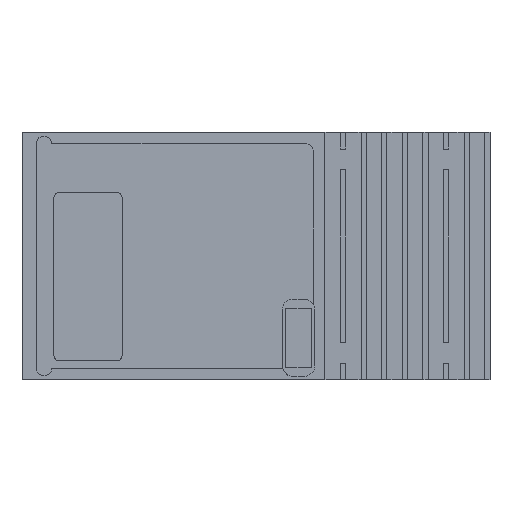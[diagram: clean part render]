
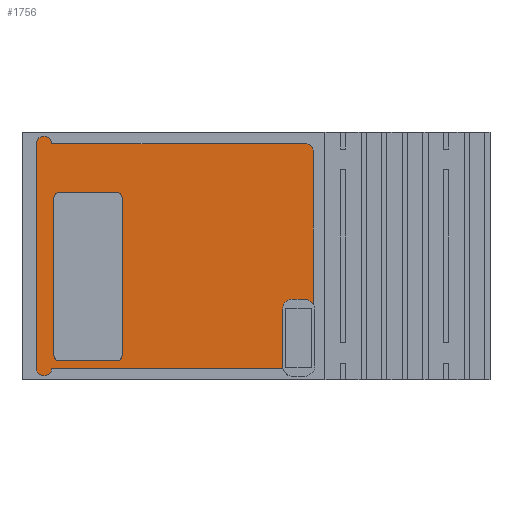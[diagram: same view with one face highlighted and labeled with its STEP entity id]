
A CAD part, top view. The second image highlights one B-rep face of the part: STEP entity #1756.
In plain terms, the highlighted planar face has unit normal (0, 0, 1).
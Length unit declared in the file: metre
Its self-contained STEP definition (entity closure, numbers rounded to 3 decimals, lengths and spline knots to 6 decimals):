
#15=FACE_BOUND('',#158,.T.);
#35=CIRCLE('',#1854,0.002);
#36=CIRCLE('',#1857,0.002);
#37=CIRCLE('',#1860,0.002);
#38=CIRCLE('',#1863,0.002);
#39=CIRCLE('',#1866,0.004);
#41=CIRCLE('',#1871,0.004);
#42=CIRCLE('',#1872,0.003);
#43=CIRCLE('',#1873,0.003);
#44=CIRCLE('',#1874,0.003);
#45=CIRCLE('',#1875,0.004);
#68=FACE_OUTER_BOUND('',#157,.T.);
#157=EDGE_LOOP('',(#1142,#1143,#1144,#1145,#1146,#1147,#1148,#1149,#1150,
#1151,#1152,#1153));
#158=EDGE_LOOP('',(#1154,#1155,#1156,#1157,#1158,#1159,#1160,#1161));
#249=LINE('',#2444,#469);
#252=LINE('',#2452,#472);
#255=LINE('',#2460,#475);
#257=LINE('',#2466,#477);
#260=LINE('',#2478,#480);
#265=LINE('',#2487,#485);
#266=LINE('',#2492,#486);
#267=LINE('',#2496,#487);
#268=LINE('',#2500,#488);
#269=LINE('',#2504,#489);
#469=VECTOR('',#1991,0.0613);
#472=VECTOR('',#2000,0.0224);
#475=VECTOR('',#2009,0.0613);
#477=VECTOR('',#2017,0.0224);
#480=VECTOR('',#2028,0.0219);
#485=VECTOR('',#2035,0.0045);
#486=VECTOR('',#2040,0.059314);
#487=VECTOR('',#2043,0.0985);
#488=VECTOR('',#2046,0.01);
#489=VECTOR('',#2049,0.089634);
#690=VERTEX_POINT('',#2436);
#691=VERTEX_POINT('',#2437);
#692=VERTEX_POINT('',#2442);
#693=VERTEX_POINT('',#2446);
#694=VERTEX_POINT('',#2450);
#695=VERTEX_POINT('',#2454);
#696=VERTEX_POINT('',#2458);
#697=VERTEX_POINT('',#2462);
#698=VERTEX_POINT('',#2468);
#699=VERTEX_POINT('',#2469);
#702=VERTEX_POINT('',#2477);
#705=VERTEX_POINT('',#2485);
#706=VERTEX_POINT('',#2489);
#707=VERTEX_POINT('',#2491);
#708=VERTEX_POINT('',#2493);
#709=VERTEX_POINT('',#2495);
#710=VERTEX_POINT('',#2497);
#711=VERTEX_POINT('',#2499);
#712=VERTEX_POINT('',#2501);
#713=VERTEX_POINT('',#2503);
#854=EDGE_CURVE('',#690,#691,#35,.T.);
#858=EDGE_CURVE('',#691,#692,#249,.T.);
#859=EDGE_CURVE('',#692,#693,#36,.T.);
#862=EDGE_CURVE('',#693,#694,#252,.T.);
#863=EDGE_CURVE('',#694,#695,#37,.T.);
#866=EDGE_CURVE('',#695,#696,#255,.F.);
#867=EDGE_CURVE('',#696,#697,#38,.T.);
#869=EDGE_CURVE('',#697,#690,#257,.F.);
#870=EDGE_CURVE('',#698,#699,#39,.T.);
#874=EDGE_CURVE('',#702,#698,#260,.T.);
#879=EDGE_CURVE('',#699,#705,#265,.T.);
#880=EDGE_CURVE('',#705,#706,#41,.T.);
#881=EDGE_CURVE('',#706,#707,#266,.T.);
#882=EDGE_CURVE('',#707,#708,#42,.F.);
#883=EDGE_CURVE('',#708,#709,#267,.F.);
#884=EDGE_CURVE('',#709,#710,#43,.T.);
#885=EDGE_CURVE('',#710,#711,#268,.F.);
#886=EDGE_CURVE('',#711,#712,#44,.T.);
#887=EDGE_CURVE('',#712,#713,#269,.T.);
#888=EDGE_CURVE('',#713,#702,#45,.T.);
#1142=ORIENTED_EDGE('',*,*,#880,.T.);
#1143=ORIENTED_EDGE('',*,*,#881,.T.);
#1144=ORIENTED_EDGE('',*,*,#882,.T.);
#1145=ORIENTED_EDGE('',*,*,#883,.T.);
#1146=ORIENTED_EDGE('',*,*,#884,.T.);
#1147=ORIENTED_EDGE('',*,*,#885,.T.);
#1148=ORIENTED_EDGE('',*,*,#886,.T.);
#1149=ORIENTED_EDGE('',*,*,#887,.T.);
#1150=ORIENTED_EDGE('',*,*,#888,.T.);
#1151=ORIENTED_EDGE('',*,*,#874,.T.);
#1152=ORIENTED_EDGE('',*,*,#870,.T.);
#1153=ORIENTED_EDGE('',*,*,#879,.T.);
#1154=ORIENTED_EDGE('',*,*,#867,.T.);
#1155=ORIENTED_EDGE('',*,*,#869,.T.);
#1156=ORIENTED_EDGE('',*,*,#854,.T.);
#1157=ORIENTED_EDGE('',*,*,#858,.T.);
#1158=ORIENTED_EDGE('',*,*,#859,.T.);
#1159=ORIENTED_EDGE('',*,*,#862,.T.);
#1160=ORIENTED_EDGE('',*,*,#863,.T.);
#1161=ORIENTED_EDGE('',*,*,#866,.T.);
#1582=PLANE('',#1870);
#1756=ADVANCED_FACE('',(#68,#15),#1582,.T.);
#1854=AXIS2_PLACEMENT_3D('',#2438,#1984,#1985);
#1857=AXIS2_PLACEMENT_3D('',#2447,#1994,#1995);
#1860=AXIS2_PLACEMENT_3D('',#2455,#2003,#2004);
#1863=AXIS2_PLACEMENT_3D('',#2463,#2012,#2013);
#1866=AXIS2_PLACEMENT_3D('',#2470,#2020,#2021);
#1870=AXIS2_PLACEMENT_3D('',#2488,#2036,#2037);
#1871=AXIS2_PLACEMENT_3D('',#2490,#2038,#2039);
#1872=AXIS2_PLACEMENT_3D('',#2494,#2041,#2042);
#1873=AXIS2_PLACEMENT_3D('',#2498,#2044,#2045);
#1874=AXIS2_PLACEMENT_3D('',#2502,#2047,#2048);
#1875=AXIS2_PLACEMENT_3D('',#2505,#2050,#2051);
#1984=DIRECTION('center_axis',(0.,0.,-1.));
#1985=DIRECTION('ref_axis',(-1.,0.,0.));
#1991=DIRECTION('',(0.,1.,0.));
#1994=DIRECTION('center_axis',(0.,0.,-1.));
#1995=DIRECTION('ref_axis',(0.,1.,0.));
#2000=DIRECTION('',(1.,0.,0.));
#2003=DIRECTION('center_axis',(0.,0.,-1.));
#2004=DIRECTION('ref_axis',(1.,0.,0.));
#2009=DIRECTION('',(0.,1.,0.));
#2012=DIRECTION('center_axis',(0.,0.,-1.));
#2013=DIRECTION('ref_axis',(0.,-1.,0.));
#2017=DIRECTION('',(1.,0.,0.));
#2020=DIRECTION('center_axis',(0.,0.,-1.));
#2021=DIRECTION('ref_axis',(0.,1.,0.));
#2028=DIRECTION('',(0.,1.,0.));
#2035=DIRECTION('',(1.,0.,0.));
#2036=DIRECTION('center_axis',(0.,0.,1.));
#2037=DIRECTION('ref_axis',(1.,0.,0.));
#2038=DIRECTION('center_axis',(0.,0.,-1.));
#2039=DIRECTION('ref_axis',(-1.,0.,0.));
#2040=DIRECTION('',(0.,1.,0.));
#2041=DIRECTION('center_axis',(0.,0.,-1.));
#2042=DIRECTION('ref_axis',(-1.,0.,0.));
#2043=DIRECTION('',(1.,0.,0.));
#2044=DIRECTION('center_axis',(0.,0.,1.));
#2045=DIRECTION('ref_axis',(-1.,0.016,0.));
#2046=DIRECTION('',(0.,1.,0.));
#2047=DIRECTION('center_axis',(0.,0.,1.));
#2048=DIRECTION('ref_axis',(0.998,-0.067,0.));
#2049=DIRECTION('',(1.,0.,0.));
#2050=DIRECTION('center_axis',(0.,0.,-1.));
#2051=DIRECTION('ref_axis',(-1.,0.,0.));
#2436=CARTESIAN_POINT('',(0.0144,0.0073,-0.0088));
#2437=CARTESIAN_POINT('',(0.0124,0.0093,-0.0088));
#2438=CARTESIAN_POINT('Origin',(0.0144,0.0093,-0.0088));
#2442=CARTESIAN_POINT('',(0.0124,0.0706,-0.0088));
#2444=CARTESIAN_POINT('',(0.0124,0.0093,-0.0088));
#2446=CARTESIAN_POINT('',(0.0144,0.0726,-0.0088));
#2447=CARTESIAN_POINT('Origin',(0.0144,0.0706,-0.0088));
#2450=CARTESIAN_POINT('',(0.0368,0.0726,-0.0088));
#2452=CARTESIAN_POINT('',(0.0144,0.0726,-0.0088));
#2454=CARTESIAN_POINT('',(0.0388,0.0706,-0.0088));
#2455=CARTESIAN_POINT('Origin',(0.0368,0.0706,-0.0088));
#2458=CARTESIAN_POINT('',(0.0388,0.0093,-0.0088));
#2460=CARTESIAN_POINT('',(0.0388,0.0093,-0.0088));
#2462=CARTESIAN_POINT('',(0.0368,0.0073,-0.0088));
#2463=CARTESIAN_POINT('Origin',(0.0368,0.0093,-0.0088));
#2466=CARTESIAN_POINT('',(0.0144,0.0073,-0.0088));
#2468=CARTESIAN_POINT('',(0.101,0.0272,-0.0088));
#2469=CARTESIAN_POINT('',(0.105,0.0312,-0.0088));
#2470=CARTESIAN_POINT('Origin',(0.105,0.0272,-0.0088));
#2477=CARTESIAN_POINT('',(0.101,0.0053,-0.0088));
#2478=CARTESIAN_POINT('',(0.101,0.0053,-0.0088));
#2485=CARTESIAN_POINT('',(0.1095,0.0312,-0.0088));
#2487=CARTESIAN_POINT('',(0.105,0.0312,-0.0088));
#2488=CARTESIAN_POINT('Origin',(0.09125,0.04795,-0.0088));
#2489=CARTESIAN_POINT('',(0.113,0.029136,-0.0088));
#2490=CARTESIAN_POINT('Origin',(0.1095,0.0272,-0.0088));
#2491=CARTESIAN_POINT('',(0.113,0.08845,-0.0088));
#2492=CARTESIAN_POINT('',(0.113,0.029136,-0.0088));
#2493=CARTESIAN_POINT('',(0.11,0.09145,-0.0088));
#2494=CARTESIAN_POINT('Origin',(0.11,0.08845,-0.0088));
#2495=CARTESIAN_POINT('',(0.0115,0.09145,-0.0088));
#2496=CARTESIAN_POINT('',(0.0115,0.09145,-0.0088));
#2497=CARTESIAN_POINT('',(0.0055,0.091449,-0.0088));
#2498=CARTESIAN_POINT('Origin',(0.0085,0.0914,-0.0088));
#2499=CARTESIAN_POINT('',(0.0055,0.004307,-0.0088));
#2500=CARTESIAN_POINT('',(0.0055,0.004307,-0.0088));
#2501=CARTESIAN_POINT('',(0.011493,0.0043,-0.0088));
#2502=CARTESIAN_POINT('Origin',(0.0085,0.0045,-0.0088));
#2503=CARTESIAN_POINT('',(0.101127,0.0043,-0.0088));
#2504=CARTESIAN_POINT('',(0.011493,0.0043,-0.0088));
#2505=CARTESIAN_POINT('Origin',(0.105,0.0053,-0.0088));
